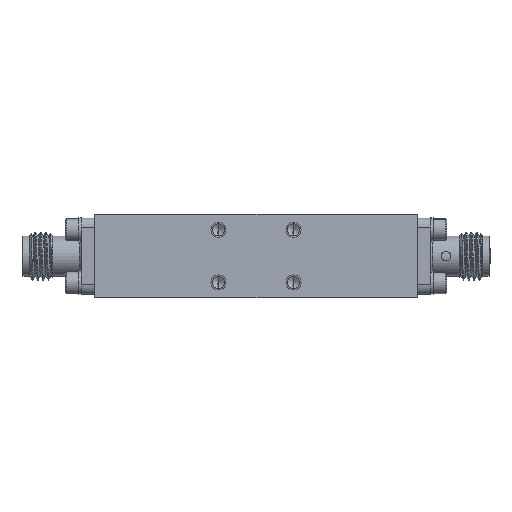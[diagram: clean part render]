
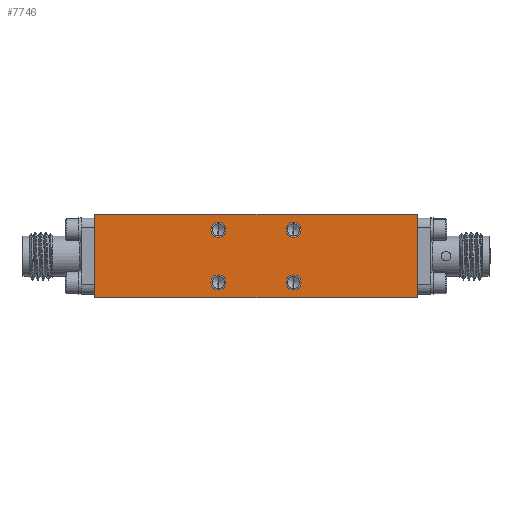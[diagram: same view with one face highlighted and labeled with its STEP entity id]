
A CAD part, front view. The second image highlights one B-rep face of the part: STEP entity #7746.
In plain terms, the highlighted planar face has unit normal (0, -1, 0).
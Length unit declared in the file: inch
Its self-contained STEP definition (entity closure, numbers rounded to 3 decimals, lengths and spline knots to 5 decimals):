
#198 = CIRCLE ( 'NONE', #71146, 0.03937 ) ;
#714 = VERTEX_POINT ( 'NONE', #55896 ) ;
#3380 = AXIS2_PLACEMENT_3D ( 'NONE', #31021, #20138, #73175 ) ;
#4562 = CARTESIAN_POINT ( 'NONE',  ( -0.19685, -0.29528, -0.1378 ) ) ;
#4983 = DIRECTION ( 'NONE',  ( 0., -1., 0. ) ) ;
#5424 = EDGE_CURVE ( 'NONE', #23208, #63272, #58150, .T. ) ;
#6942 = CARTESIAN_POINT ( 'NONE',  ( 0.84646, -0.29528, 0.21654 ) ) ;
#7746 = ADVANCED_FACE ( 'NONE', ( #64752, #76468, #63221, #27735, #17232 ), #76086, .F. ) ;
#9336 = VERTEX_POINT ( 'NONE', #28230 ) ;
#10970 = CARTESIAN_POINT ( 'NONE',  ( -0.84646, -0.29528, 0.21654 ) ) ;
#11412 = VECTOR ( 'NONE', #69040, 39.37008 ) ;
#13156 = EDGE_LOOP ( 'NONE', ( #73505, #36049 ) ) ;
#13979 = EDGE_CURVE ( 'NONE', #45820, #45413, #41922, .T. ) ;
#16457 = DIRECTION ( 'NONE',  ( 0., 0., 1. ) ) ;
#16703 = VERTEX_POINT ( 'NONE', #28722 ) ;
#17232 = FACE_OUTER_BOUND ( 'NONE', #36377, .T. ) ;
#17320 = EDGE_LOOP ( 'NONE', ( #22683, #52018 ) ) ;
#17940 = EDGE_CURVE ( 'NONE', #29256, #50925, #72477, .T. ) ;
#19320 = ORIENTED_EDGE ( 'NONE', *, *, #48045, .T. ) ;
#19960 = CARTESIAN_POINT ( 'NONE',  ( 0.19685, -0.29528, 0.09843 ) ) ;
#20138 = DIRECTION ( 'NONE',  ( 0., -1., 0. ) ) ;
#20177 = VECTOR ( 'NONE', #23412, 39.37008 ) ;
#20238 = AXIS2_PLACEMENT_3D ( 'NONE', #31181, #42122, #33487 ) ;
#21573 = ORIENTED_EDGE ( 'NONE', *, *, #13979, .F. ) ;
#22683 = ORIENTED_EDGE ( 'NONE', *, *, #39865, .F. ) ;
#22878 = DIRECTION ( 'NONE',  ( 0., 0., -1. ) ) ;
#23075 = DIRECTION ( 'NONE',  ( 0., 1., 0. ) ) ;
#23208 = VERTEX_POINT ( 'NONE', #76183 ) ;
#23315 = EDGE_CURVE ( 'NONE', #16703, #9336, #63955, .T. ) ;
#23412 = DIRECTION ( 'NONE',  ( 1., 0., 0. ) ) ;
#25910 = DIRECTION ( 'NONE',  ( 0., 0., -1. ) ) ;
#26058 = DIRECTION ( 'NONE',  ( 0., 0., -1. ) ) ;
#26650 = DIRECTION ( 'NONE',  ( 0., -1., 0. ) ) ;
#27703 = LINE ( 'NONE', #51839, #11412 ) ;
#27735 = FACE_BOUND ( 'NONE', #56461, .T. ) ;
#28230 = CARTESIAN_POINT ( 'NONE',  ( -0.19685, -0.29528, -0.17717 ) ) ;
#28722 = CARTESIAN_POINT ( 'NONE',  ( -0.19685, -0.29528, -0.09843 ) ) ;
#28782 = VECTOR ( 'NONE', #52290, 39.37008 ) ;
#29256 = VERTEX_POINT ( 'NONE', #6942 ) ;
#29452 = DIRECTION ( 'NONE',  ( 0., -1., 0. ) ) ;
#29456 = VERTEX_POINT ( 'NONE', #64350 ) ;
#29505 = CIRCLE ( 'NONE', #35712, 0.03937 ) ;
#30266 = DIRECTION ( 'NONE',  ( 0., 0., -1. ) ) ;
#31021 = CARTESIAN_POINT ( 'NONE',  ( 0.19685, -0.29528, 0.1378 ) ) ;
#31181 = CARTESIAN_POINT ( 'NONE',  ( 0.19685, -0.29528, 0.1378 ) ) ;
#32055 = ORIENTED_EDGE ( 'NONE', *, *, #67731, .F. ) ;
#32374 = EDGE_LOOP ( 'NONE', ( #56858, #21573 ) ) ;
#32387 = CIRCLE ( 'NONE', #68508, 0.03937 ) ;
#32388 = CARTESIAN_POINT ( 'NONE',  ( -0.19685, -0.29528, 0.09843 ) ) ;
#33401 = DIRECTION ( 'NONE',  ( 0., -1., 0. ) ) ;
#33425 = ORIENTED_EDGE ( 'NONE', *, *, #47999, .F. ) ;
#33487 = DIRECTION ( 'NONE',  ( 0., 0., -1. ) ) ;
#34170 = CARTESIAN_POINT ( 'NONE',  ( -0.19685, -0.29528, 0.1378 ) ) ;
#34628 = ORIENTED_EDGE ( 'NONE', *, *, #74443, .F. ) ;
#35098 = AXIS2_PLACEMENT_3D ( 'NONE', #34170, #29452, #22878 ) ;
#35712 = AXIS2_PLACEMENT_3D ( 'NONE', #71636, #4983, #30266 ) ;
#36049 = ORIENTED_EDGE ( 'NONE', *, *, #23315, .F. ) ;
#36377 = EDGE_LOOP ( 'NONE', ( #19320, #40255, #33425, #58782 ) ) ;
#38035 = AXIS2_PLACEMENT_3D ( 'NONE', #10970, #23075, #16457 ) ;
#38159 = AXIS2_PLACEMENT_3D ( 'NONE', #52980, #58836, #69026 ) ;
#38335 = DIRECTION ( 'NONE',  ( 0., 0., -1. ) ) ;
#39394 = CARTESIAN_POINT ( 'NONE',  ( -0.84646, -0.29528, 0.21654 ) ) ;
#39865 = EDGE_CURVE ( 'NONE', #74084, #714, #32387, .T. ) ;
#40255 = ORIENTED_EDGE ( 'NONE', *, *, #17940, .F. ) ;
#40285 = AXIS2_PLACEMENT_3D ( 'NONE', #4562, #33401, #45086 ) ;
#41922 = CIRCLE ( 'NONE', #3380, 0.03937 ) ;
#42122 = DIRECTION ( 'NONE',  ( 0., -1., 0. ) ) ;
#42628 = CIRCLE ( 'NONE', #20238, 0.03937 ) ;
#42818 = EDGE_CURVE ( 'NONE', #45413, #45820, #42628, .T. ) ;
#43595 = CARTESIAN_POINT ( 'NONE',  ( 0.84646, -0.29528, 0.21654 ) ) ;
#45036 = CIRCLE ( 'NONE', #35098, 0.03937 ) ;
#45086 = DIRECTION ( 'NONE',  ( 0., 0., -1. ) ) ;
#45413 = VERTEX_POINT ( 'NONE', #19960 ) ;
#45820 = VERTEX_POINT ( 'NONE', #68552 ) ;
#47655 = EDGE_CURVE ( 'NONE', #9336, #16703, #198, .T. ) ;
#47999 = EDGE_CURVE ( 'NONE', #23208, #29256, #64711, .T. ) ;
#48045 = EDGE_CURVE ( 'NONE', #63272, #50925, #27703, .T. ) ;
#48609 = VECTOR ( 'NONE', #26058, 39.37008 ) ;
#50297 = CARTESIAN_POINT ( 'NONE',  ( 0.84646, -0.29528, -0.21654 ) ) ;
#50759 = CARTESIAN_POINT ( 'NONE',  ( 0.19685, -0.29528, -0.17717 ) ) ;
#50902 = VERTEX_POINT ( 'NONE', #32388 ) ;
#50925 = VERTEX_POINT ( 'NONE', #50297 ) ;
#51834 = CIRCLE ( 'NONE', #38159, 0.03937 ) ;
#51839 = CARTESIAN_POINT ( 'NONE',  ( -0.84646, -0.29528, -0.21654 ) ) ;
#52018 = ORIENTED_EDGE ( 'NONE', *, *, #56394, .F. ) ;
#52290 = DIRECTION ( 'NONE',  ( 0., 0., -1. ) ) ;
#52980 = CARTESIAN_POINT ( 'NONE',  ( -0.19685, -0.29528, 0.1378 ) ) ;
#55896 = CARTESIAN_POINT ( 'NONE',  ( 0.19685, -0.29528, -0.09843 ) ) ;
#56256 = CARTESIAN_POINT ( 'NONE',  ( -0.19685, -0.29528, -0.1378 ) ) ;
#56394 = EDGE_CURVE ( 'NONE', #714, #74084, #29505, .T. ) ;
#56461 = EDGE_LOOP ( 'NONE', ( #32055, #34628 ) ) ;
#56858 = ORIENTED_EDGE ( 'NONE', *, *, #42818, .F. ) ;
#58150 = LINE ( 'NONE', #63256, #28782 ) ;
#58782 = ORIENTED_EDGE ( 'NONE', *, *, #5424, .T. ) ;
#58836 = DIRECTION ( 'NONE',  ( 0., -1., 0. ) ) ;
#63221 = FACE_BOUND ( 'NONE', #17320, .T. ) ;
#63256 = CARTESIAN_POINT ( 'NONE',  ( -0.84646, -0.29528, 0.21654 ) ) ;
#63272 = VERTEX_POINT ( 'NONE', #63832 ) ;
#63832 = CARTESIAN_POINT ( 'NONE',  ( -0.84646, -0.29528, -0.21654 ) ) ;
#63955 = CIRCLE ( 'NONE', #40285, 0.03937 ) ;
#64350 = CARTESIAN_POINT ( 'NONE',  ( -0.19685, -0.29528, 0.17717 ) ) ;
#64711 = LINE ( 'NONE', #39394, #20177 ) ;
#64752 = FACE_BOUND ( 'NONE', #13156, .T. ) ;
#67731 = EDGE_CURVE ( 'NONE', #50902, #29456, #45036, .T. ) ;
#68384 = DIRECTION ( 'NONE',  ( 0., -1., 0. ) ) ;
#68508 = AXIS2_PLACEMENT_3D ( 'NONE', #73470, #68384, #25910 ) ;
#68552 = CARTESIAN_POINT ( 'NONE',  ( 0.19685, -0.29528, 0.17717 ) ) ;
#69026 = DIRECTION ( 'NONE',  ( 0., 0., -1. ) ) ;
#69040 = DIRECTION ( 'NONE',  ( 1., 0., 0. ) ) ;
#71146 = AXIS2_PLACEMENT_3D ( 'NONE', #56256, #26650, #38335 ) ;
#71636 = CARTESIAN_POINT ( 'NONE',  ( 0.19685, -0.29528, -0.1378 ) ) ;
#72477 = LINE ( 'NONE', #43595, #48609 ) ;
#73175 = DIRECTION ( 'NONE',  ( 0., 0., -1. ) ) ;
#73470 = CARTESIAN_POINT ( 'NONE',  ( 0.19685, -0.29528, -0.1378 ) ) ;
#73505 = ORIENTED_EDGE ( 'NONE', *, *, #47655, .F. ) ;
#74084 = VERTEX_POINT ( 'NONE', #50759 ) ;
#74443 = EDGE_CURVE ( 'NONE', #29456, #50902, #51834, .T. ) ;
#76086 = PLANE ( 'NONE',  #38035 ) ;
#76183 = CARTESIAN_POINT ( 'NONE',  ( -0.84646, -0.29528, 0.21654 ) ) ;
#76468 = FACE_BOUND ( 'NONE', #32374, .T. ) ;
